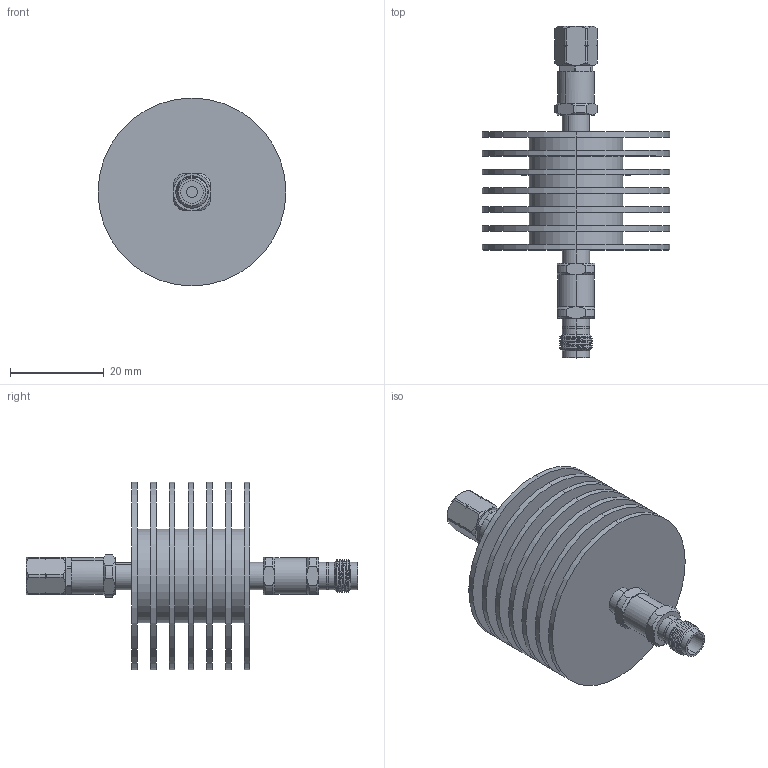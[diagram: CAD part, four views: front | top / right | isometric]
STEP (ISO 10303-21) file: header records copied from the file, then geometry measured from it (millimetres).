
FILE_DESCRIPTION (( 'STEP AP214' ), '1' );
FILE_NAME ('CA-2-9-2, Defeatured.STEP', '2024-09-24T20:38:44', ( '' ), ( '' ), 'SwSTEP 2.0', 'SolidWorks 2021', '' );
FILE_SCHEMA (( 'AUTOMOTIVE_DESIGN' ));
Length unit declared in the file: millimetre
Products named in the file (1): CA-2-9-2, Defeatured
Bounding box: 40 x 70.7 x 40 mm (x, y, z)
Volume: 17634.7 mm3; surface area: 17537.4 mm2
Topology: 2 solids, 2 shells, 251 faces, 581 edges, 369 vertices
Faces by surface type: cylinder 114, plane 75, cone 58, bspline 4
Entity records: 9477 total; most frequent: CARTESIAN_POINT 3841, DIRECTION 1184, ORIENTED_EDGE 1162, EDGE_CURVE 581, AXIS2_PLACEMENT_3D 504, VERTEX_POINT 369, EDGE_LOOP 286, CIRCLE 256
